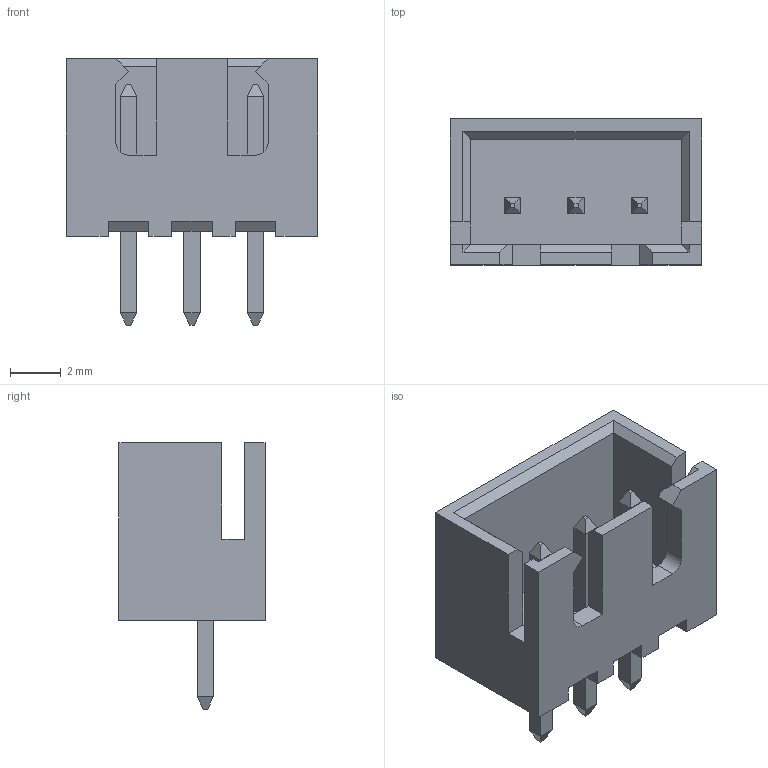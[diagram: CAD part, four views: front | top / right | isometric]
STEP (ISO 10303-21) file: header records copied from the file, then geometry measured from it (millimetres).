
FILE_DESCRIPTION (( 'STEP AP214' ), '1' );
FILE_NAME ('User Library-XH-3P_2.5_Silver.STEP', '2017-12-15T02:57:47', ( '' ), ( '' ), 'SwSTEP 2.0', 'SolidWorks 2018', '' );
FILE_SCHEMA (( 'AUTOMOTIVE_DESIGN' ));
Length unit declared in the file: millimetre
Products named in the file (3): User Library-XH-3P_2.5_Silver; User Library-XH-3P_2.5_Silver_XH-3P_2.5_Body; User Library-XH-3P_2.5_Silver_XH_Pin_Silver
Assembly tree (4 placements, depth 2):
  User Library-XH-3P_2.5_Silver
    User Library-XH-3P_2.5_Silver_XH-3P_2.5_Body
    User Library-XH-3P_2.5_Silver_XH_Pin_Silver  x3
Bounding box: 9.9 x 5.75 x 10.5 mm (x, y, z)
Volume: 191.3 mm3; surface area: 539.9 mm2
Topology: 4 solids, 4 shells, 110 faces, 280 edges, 178 vertices
Faces by surface type: plane 108, cylinder 2
Entity records: 3572 total; most frequent: CARTESIAN_POINT 459, ORIENTED_EDGE 448, DIRECTION 406, EDGE_CURVE 224, LINE 220, VECTOR 220, VERTEX_POINT 146, AXIS2_PLACEMENT_3D 93
